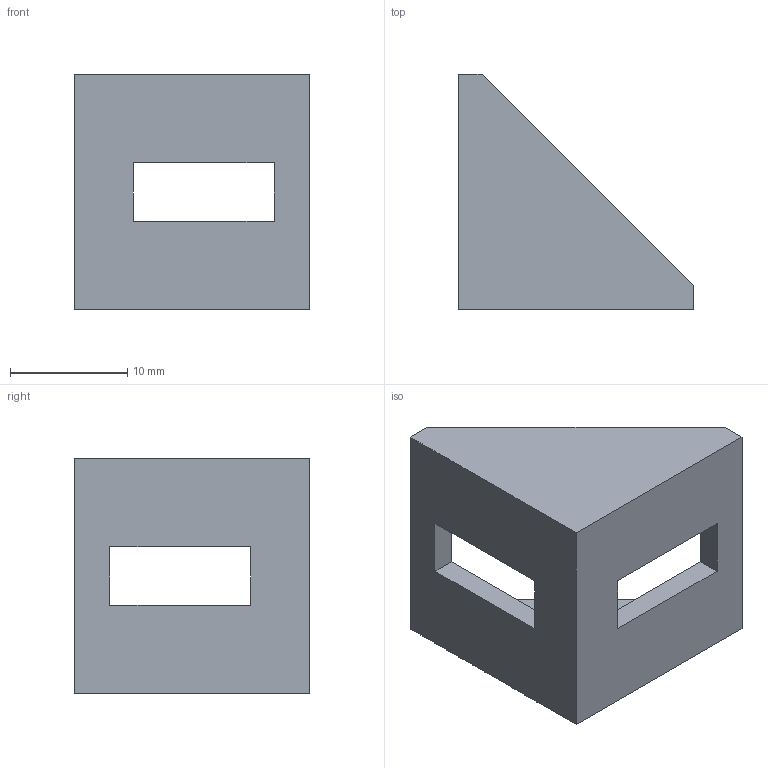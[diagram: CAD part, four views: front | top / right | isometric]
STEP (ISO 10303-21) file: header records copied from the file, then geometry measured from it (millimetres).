
FILE_DESCRIPTION(/* description */ (''),/* implementation_level */ '2;1');
FILE_NAME(/* name */ '9 - Profile connector 90 degree.stp',/* time_stamp */ '2023-06-26T15:42:43+02:00',/* author */ ('3D'),/* organization */ (''),/* preprocessor_version */ 'ST-DEVELOPER v18.1',/* originating_system */ 'Autodesk Inventor 2022',/* authorisation */ '');
FILE_SCHEMA (('AUTOMOTIVE_DESIGN { 1 0 10303 214 3 1 1 }'));
Length unit declared in the file: millimetre
Products named in the file (1): Winkel
Bounding box: 20 x 20 x 20 mm (x, y, z)
Volume: 1928 mm3; surface area: 2253.8 mm2
Topology: 1 solids, 1 shells, 20 faces, 50 edges, 32 vertices
Faces by surface type: plane 20
Entity records: 631 total; most frequent: CARTESIAN_POINT 103, ORIENTED_EDGE 100, DIRECTION 92, LINE 50, VECTOR 50, EDGE_CURVE 50, VERTEX_POINT 32, EDGE_LOOP 24
